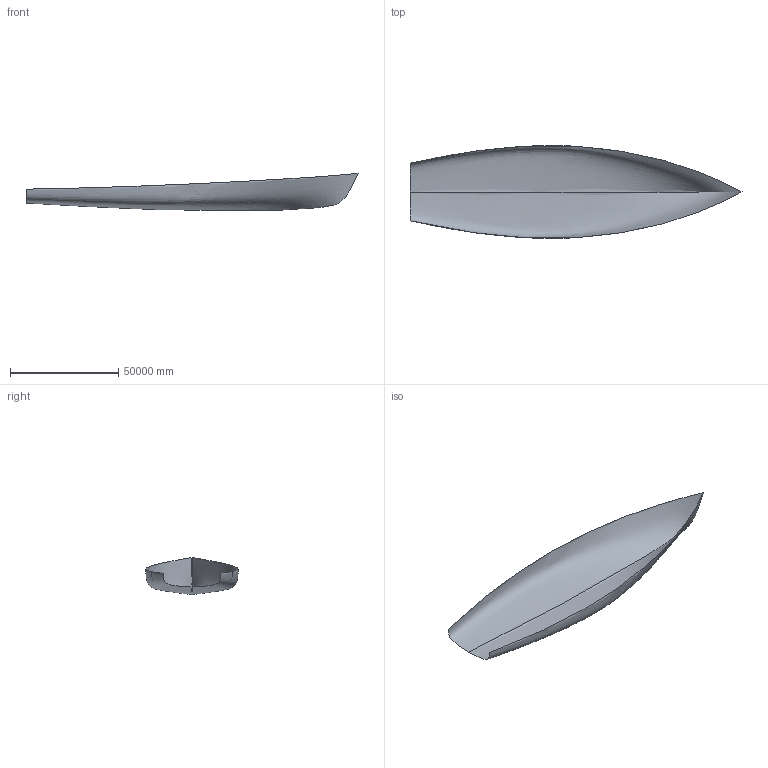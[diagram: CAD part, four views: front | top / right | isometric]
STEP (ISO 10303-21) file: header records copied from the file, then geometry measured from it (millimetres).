
FILE_DESCRIPTION(('FreeCAD Model'),'2;1');
FILE_NAME('FD.step','2018-06-26T20:03:31',( 'Author'),(''),'Open CASCADE STEP processor 7.0','FreeCAD','Unknown' );
FILE_SCHEMA(('AUTOMOTIVE_DESIGN { 1 0 10303 214 1 1 1 1 }'));
Length unit declared in the file: millimetre
Products named in the file (2): ASSEMBLY; FD
Assembly tree (2 placements, depth 2):
  ASSEMBLY
    FD  x2
Bounding box: 153670 x 42852.59 x 17172.74 mm (x, y, z)
Surface area: 14125619702.1 mm2 (no closed solid volume)
Topology: 0 solids, 4 shells, 4 faces, 16 edges, 18 vertices
Faces by surface type: bspline 4
Entity records: 22516 total; most frequent: CARTESIAN_POINT 22364, DIRECTION 14, ORIENTED_EDGE 8, EDGE_CURVE 8, VERTEX_POINT 8, SURFACE_CURVE 8, B_SPLINE_CURVE_WITH_KNOTS 8, PCURVE 8
